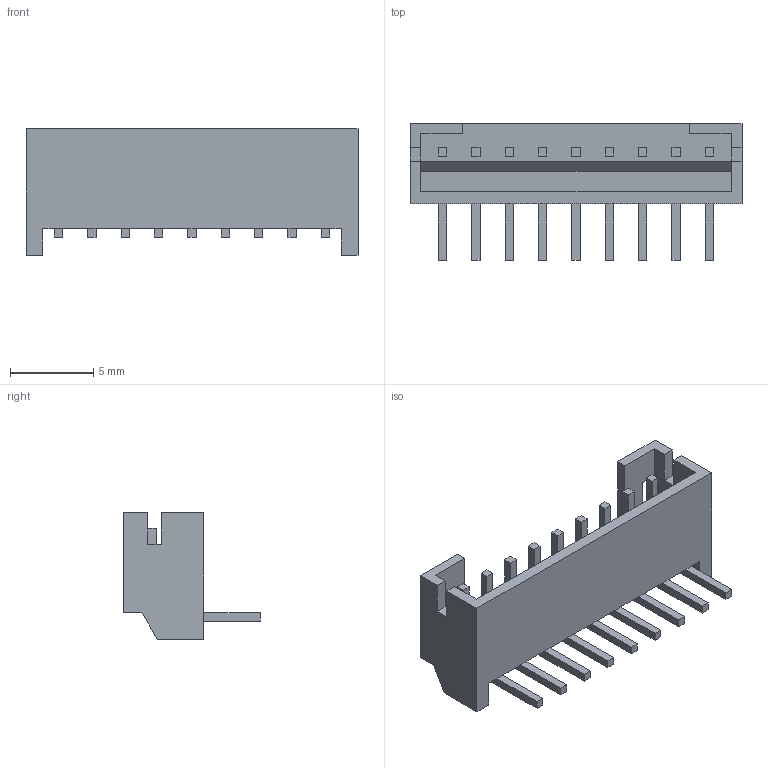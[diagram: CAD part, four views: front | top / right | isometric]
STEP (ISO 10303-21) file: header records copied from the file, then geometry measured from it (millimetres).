
FILE_DESCRIPTION (( 'STEP AP214' ), '1' );
FILE_NAME ('S9B-PH-K-S.STEP', '2011-09-21T00:44:05', ( ' ' ), ( ' ' ), 'SwSTEP 2.0', 'SolidWorks 2005235', '' );
FILE_SCHEMA (( 'AUTOMOTIVE_DESIGN' ));
Length unit declared in the file: millimetre
Products named in the file (1): S9B-PH-K-S
Bounding box: 19.9 x 8.2 x 7.6 mm (x, y, z)
Volume: 270.4 mm3; surface area: 761 mm2
Topology: 1 solids, 1 shells, 135 faces, 364 edges, 236 vertices
Faces by surface type: plane 126, cylinder 9
Entity records: 4563 total; most frequent: CARTESIAN_POINT 736, ORIENTED_EDGE 728, DIRECTION 654, EDGE_CURVE 364, VECTOR 346, LINE 346, VERTEX_POINT 236, AXIS2_PLACEMENT_3D 154
